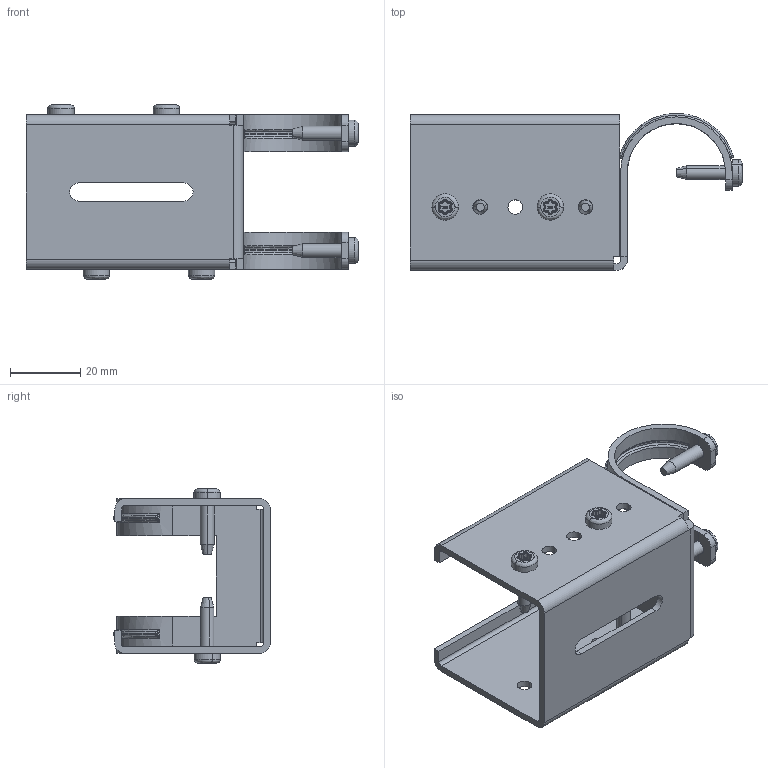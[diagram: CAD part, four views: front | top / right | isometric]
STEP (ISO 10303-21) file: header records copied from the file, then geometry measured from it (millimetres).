
FILE_DESCRIPTION (( 'STEP AP214' ), '1' );
FILE_NAME ('7750008', '2019-01-30T09:40:50', ( '' ), ('JUGARD+KÜNSTNER GmbH'), 'SwSTEP 2.0', 'SolidWorks 2017', '' );
FILE_SCHEMA (( 'AUTOMOTIVE_DESIGN' ));
Length unit declared in the file: millimetre
Products named in the file (3): 7750008; Part7; Part6
Assembly tree (7 placements, depth 2):
  7750008
    Part7
    Part6  x6
Bounding box: 94.6 x 44.64 x 49.6 mm (x, y, z)
Volume: 20060.2 mm3; surface area: 23410.6 mm2
Topology: 7 solids, 7 shells, 1034 faces, 2588 edges, 1590 vertices
Faces by surface type: bspline 426, cylinder 330, plane 266, cone 12
Entity records: 12117 total; most frequent: CARTESIAN_POINT 5300, ORIENTED_EDGE 1516, DIRECTION 1237, EDGE_CURVE 758, VERTEX_POINT 475, AXIS2_PLACEMENT_3D 442, VECTOR 353, LINE 353
